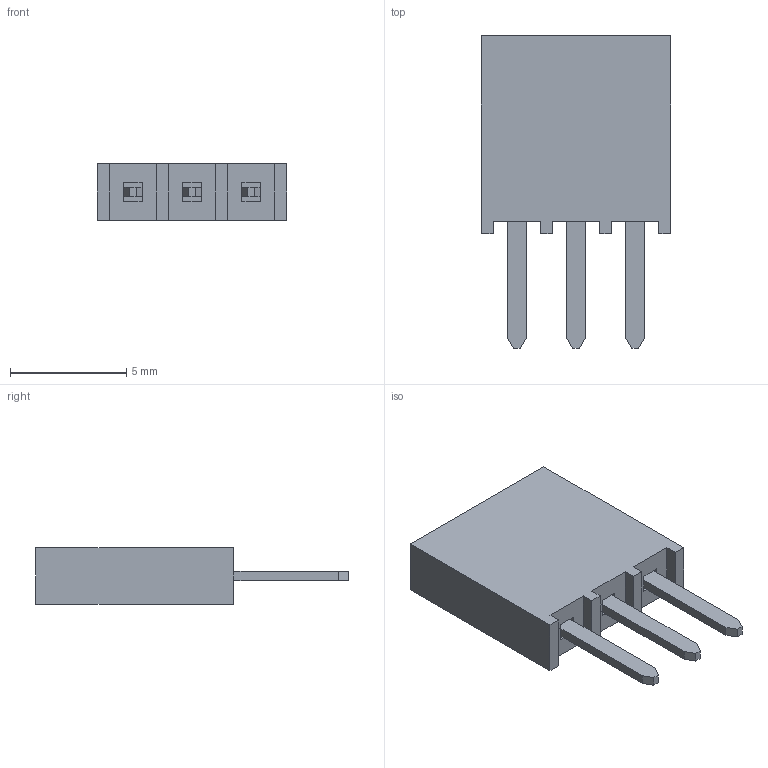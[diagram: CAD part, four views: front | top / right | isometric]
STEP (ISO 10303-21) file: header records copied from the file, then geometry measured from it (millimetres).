
FILE_DESCRIPTION( ( 'STEP AP214' ), ' ' );
FILE_NAME( 'SSW-103-02-S-S.stp', '2018-03-22T12:15:43', ( '' ), ( '' ), ' ', 'PARTsolutions', ' ' );
FILE_SCHEMA( ( 'AUTOMOTIVE_DESIGN { 1 0 10303 214 1 1 1 1 }' ) );
Length unit declared in the file: inch
Products named in the file (3): SSW-103-02-S-S; _SSW-103-02-S-S_terminal; _SSW-103-02-S-S_pin
Assembly tree (2 placements, depth 2):
  SSW-103-02-S-S
    _SSW-103-02-S-S_terminal
    _SSW-103-02-S-S_pin
Bounding box: 8.13 x 13.44 x 2.41 mm (x, y, z)
Volume: 150.9 mm3; surface area: 349 mm2
Topology: 2 solids, 2 shells, 57 faces, 150 edges, 100 vertices
Faces by surface type: plane 57
Entity records: 2246 total; most frequent: CARTESIAN_POINT 310, ORIENTED_EDGE 300, DIRECTION 270, EDGE_CURVE 150, LINE 150, VECTOR 150, VERTEX_POINT 100, EDGE_LOOP 66
